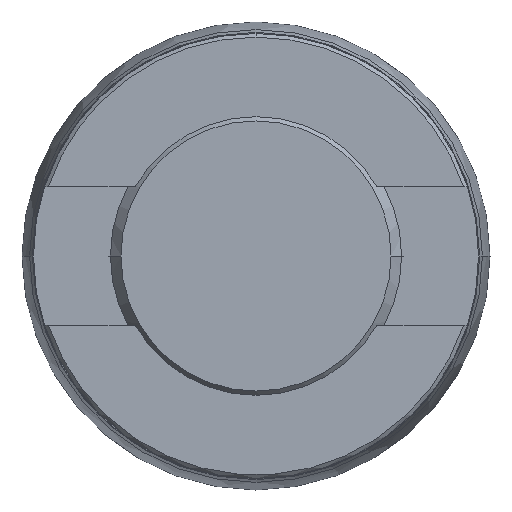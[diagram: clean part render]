
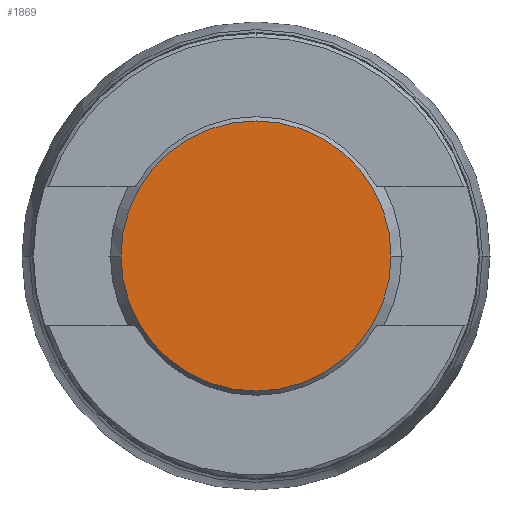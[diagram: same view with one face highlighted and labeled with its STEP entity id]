
A CAD part, front view. The second image highlights one B-rep face of the part: STEP entity #1869.
In plain terms, the highlighted face is planar.
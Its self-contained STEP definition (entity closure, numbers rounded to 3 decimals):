
#2 = DIRECTION ( 'NONE',  ( 1., 0., 0. ) ) ;
#49 = AXIS2_PLACEMENT_3D ( 'NONE', #321, #669, #854 ) ;
#123 = DIRECTION ( 'NONE',  ( -1., 0., 0. ) ) ;
#276 = DIRECTION ( 'NONE',  ( 0., 0., 1. ) ) ;
#291 = ORIENTED_EDGE ( 'NONE', *, *, #2041, .T. ) ;
#299 = PLANE ( 'NONE',  #2269 ) ;
#321 = CARTESIAN_POINT ( 'NONE',  ( 0., 0., 0. ) ) ;
#390 = CARTESIAN_POINT ( 'NONE',  ( 0., 0., -4.617 ) ) ;
#483 = CIRCLE ( 'NONE', #49, 4.617 ) ;
#669 = DIRECTION ( 'NONE',  ( -1., 0., 0. ) ) ;
#737 = AXIS2_PLACEMENT_3D ( 'NONE', #2239, #123, #276 ) ;
#751 = ORIENTED_EDGE ( 'NONE', *, *, #919, .T. ) ;
#854 = DIRECTION ( 'NONE',  ( 0., 0., 1. ) ) ;
#919 = EDGE_CURVE ( 'NONE', #2286, #1385, #1377, .T. ) ;
#1299 = CARTESIAN_POINT ( 'NONE',  ( 0., 0., 4.617 ) ) ;
#1377 = CIRCLE ( 'NONE', #737, 4.617 ) ;
#1385 = VERTEX_POINT ( 'NONE', #1299 ) ;
#1567 = FACE_OUTER_BOUND ( 'NONE', #1751, .T. ) ;
#1751 = EDGE_LOOP ( 'NONE', ( #751, #291 ) ) ;
#1869 = ADVANCED_FACE ( 'NONE', ( #1567 ), #299, .F. ) ;
#2041 = EDGE_CURVE ( 'NONE', #1385, #2286, #483, .T. ) ;
#2100 = CARTESIAN_POINT ( 'NONE',  ( 0., 0., 0. ) ) ;
#2239 = CARTESIAN_POINT ( 'NONE',  ( 0., 0., 0. ) ) ;
#2269 = AXIS2_PLACEMENT_3D ( 'NONE', #2100, #2, #2302 ) ;
#2286 = VERTEX_POINT ( 'NONE', #390 ) ;
#2302 = DIRECTION ( 'NONE',  ( 0., 0., -1. ) ) ;
